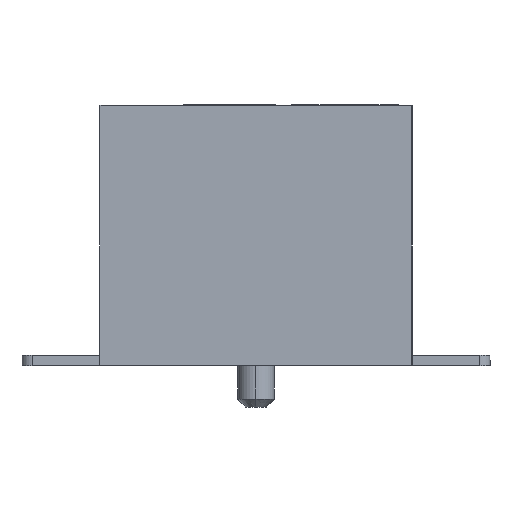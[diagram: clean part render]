
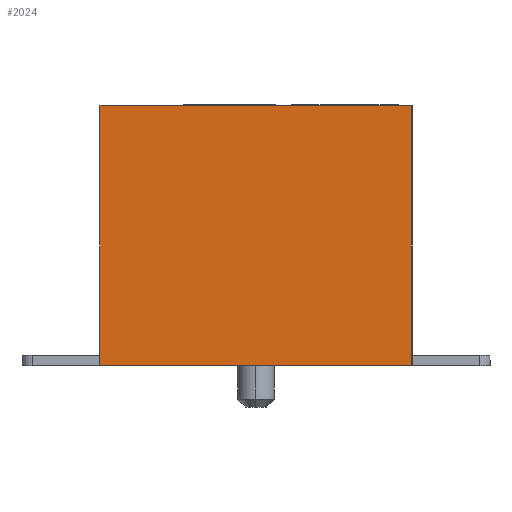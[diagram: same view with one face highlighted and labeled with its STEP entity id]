
A CAD part, front view. The second image highlights one B-rep face of the part: STEP entity #2024.
In plain terms, the highlighted planar face has unit normal (0, -1, 0).
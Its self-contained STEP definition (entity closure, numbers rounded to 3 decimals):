
#61 = FACE_OUTER_BOUND ( 'NONE', #7721, .T. ) ;
#194 = VECTOR ( 'NONE', #2320, 1000. ) ;
#272 = VECTOR ( 'NONE', #8191, 1000. ) ;
#508 = CARTESIAN_POINT ( 'NONE',  ( 3., -5.65, 2.5 ) ) ;
#925 = CARTESIAN_POINT ( 'NONE',  ( -3., -5.65, 2.5 ) ) ;
#1043 = EDGE_CURVE ( 'NONE', #6481, #8724, #4873, .T. ) ;
#1597 = ORIENTED_EDGE ( 'NONE', *, *, #1043, .F. ) ;
#1867 = CARTESIAN_POINT ( 'NONE',  ( -3., -5.65, -2.5 ) ) ;
#2024 = ADVANCED_FACE ( 'NONE', ( #61 ), #7575, .F. ) ;
#2320 = DIRECTION ( 'NONE',  ( 1., 0., 0. ) ) ;
#2830 = EDGE_CURVE ( 'NONE', #3617, #4795, #3451, .T. ) ;
#3242 = DIRECTION ( 'NONE',  ( 0., 0., -1. ) ) ;
#3451 = LINE ( 'NONE', #5537, #9311 ) ;
#3617 = VERTEX_POINT ( 'NONE', #925 ) ;
#4628 = DIRECTION ( 'NONE',  ( 0., 1., 0. ) ) ;
#4795 = VERTEX_POINT ( 'NONE', #1867 ) ;
#4808 = LINE ( 'NONE', #9846, #6580 ) ;
#4873 = LINE ( 'NONE', #508, #272 ) ;
#5278 = DIRECTION ( 'NONE',  ( 1., 0., 0. ) ) ;
#5537 = CARTESIAN_POINT ( 'NONE',  ( -3., -5.65, 2.5 ) ) ;
#5591 = AXIS2_PLACEMENT_3D ( 'NONE', #9183, #4628, #9953 ) ;
#5920 = CARTESIAN_POINT ( 'NONE',  ( 3., -5.65, 2.5 ) ) ;
#6345 = LINE ( 'NONE', #7662, #194 ) ;
#6481 = VERTEX_POINT ( 'NONE', #5920 ) ;
#6580 = VECTOR ( 'NONE', #5278, 1000. ) ;
#6830 = CARTESIAN_POINT ( 'NONE',  ( 3., -5.65, -2.5 ) ) ;
#7175 = EDGE_CURVE ( 'NONE', #3617, #6481, #4808, .T. ) ;
#7209 = ORIENTED_EDGE ( 'NONE', *, *, #7766, .T. ) ;
#7575 = PLANE ( 'NONE',  #5591 ) ;
#7662 = CARTESIAN_POINT ( 'NONE',  ( -3., -5.65, -2.5 ) ) ;
#7721 = EDGE_LOOP ( 'NONE', ( #7209, #1597, #7748, #7982 ) ) ;
#7748 = ORIENTED_EDGE ( 'NONE', *, *, #7175, .F. ) ;
#7766 = EDGE_CURVE ( 'NONE', #4795, #8724, #6345, .T. ) ;
#7982 = ORIENTED_EDGE ( 'NONE', *, *, #2830, .T. ) ;
#8191 = DIRECTION ( 'NONE',  ( 0., 0., -1. ) ) ;
#8724 = VERTEX_POINT ( 'NONE', #6830 ) ;
#9183 = CARTESIAN_POINT ( 'NONE',  ( -3., -5.65, 2.5 ) ) ;
#9311 = VECTOR ( 'NONE', #3242, 1000. ) ;
#9846 = CARTESIAN_POINT ( 'NONE',  ( -3., -5.65, 2.5 ) ) ;
#9953 = DIRECTION ( 'NONE',  ( 0., 0., 1. ) ) ;
